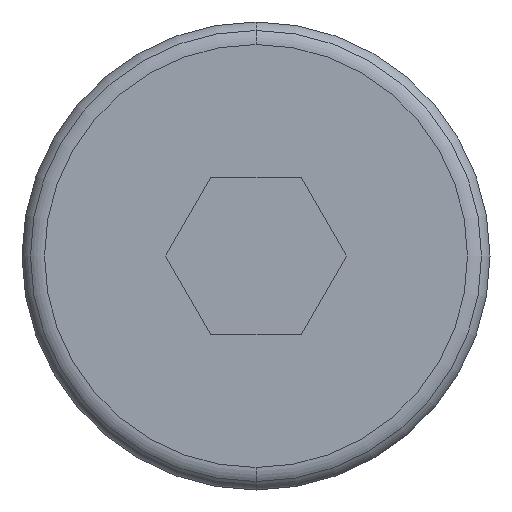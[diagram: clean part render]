
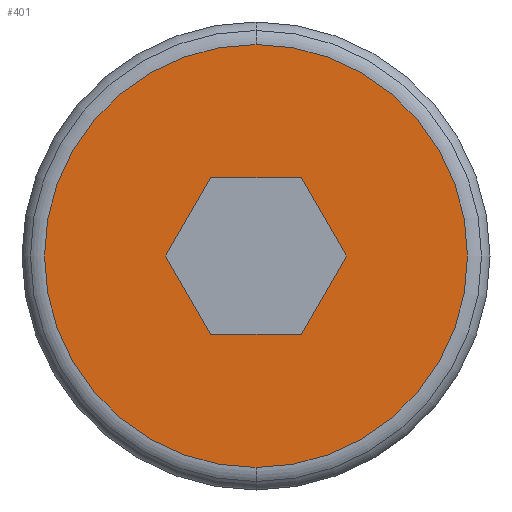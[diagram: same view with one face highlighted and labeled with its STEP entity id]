
A CAD part, left-side view. The second image highlights one B-rep face of the part: STEP entity #401.
In plain terms, the highlighted planar face has unit normal (-1, 0, 0).
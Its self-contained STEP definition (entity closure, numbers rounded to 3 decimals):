
#16=DIRECTION('',(0.,0.5,-0.866));
#17=VECTOR('',#16,1.155);
#18=CARTESIAN_POINT('',(-1.7,-1.155,0.));
#19=LINE('',#18,#17);
#24=DIRECTION('',(0.,-0.5,-0.866));
#25=VECTOR('',#24,1.155);
#26=CARTESIAN_POINT('',(-1.7,-0.577,1.));
#27=LINE('',#26,#25);
#31=DIRECTION('',(0.,-1.,0.));
#32=VECTOR('',#31,1.155);
#33=CARTESIAN_POINT('',(-1.7,0.577,1.));
#34=LINE('',#33,#32);
#38=DIRECTION('',(0.,-0.5,0.866));
#39=VECTOR('',#38,1.155);
#40=CARTESIAN_POINT('',(-1.7,1.155,0.));
#41=LINE('',#40,#39);
#45=DIRECTION('',(0.,0.5,0.866));
#46=VECTOR('',#45,1.155);
#47=CARTESIAN_POINT('',(-1.7,0.577,-1.));
#48=LINE('',#47,#46);
#52=DIRECTION('',(0.,1.,0.));
#53=VECTOR('',#52,1.155);
#54=CARTESIAN_POINT('',(-1.7,-0.577,-1.));
#55=LINE('',#54,#53);
#59=CARTESIAN_POINT('',(-1.7,0.,0.));
#60=DIRECTION('',(-1.,0.,0.));
#61=DIRECTION('',(0.,0.,-1.));
#62=AXIS2_PLACEMENT_3D('',#59,#60,#61);
#67=CARTESIAN_POINT('',(-1.7,0.,0.));
#68=DIRECTION('',(-1.,0.,0.));
#69=DIRECTION('',(0.,0.,1.));
#70=AXIS2_PLACEMENT_3D('',#67,#68,#69);
#313=CARTESIAN_POINT('',(-1.7,-1.155,0.));
#314=CARTESIAN_POINT('',(-1.7,-0.577,-1.));
#315=VERTEX_POINT('',#313);
#316=VERTEX_POINT('',#314);
#317=CARTESIAN_POINT('',(-1.7,0.577,-1.));
#318=VERTEX_POINT('',#317);
#319=CARTESIAN_POINT('',(-1.7,1.155,0.));
#320=VERTEX_POINT('',#319);
#321=CARTESIAN_POINT('',(-1.7,0.577,1.));
#322=VERTEX_POINT('',#321);
#323=CARTESIAN_POINT('',(-1.7,-0.577,1.));
#324=VERTEX_POINT('',#323);
#337=CARTESIAN_POINT('',(-1.7,0.,-2.7));
#339=VERTEX_POINT('',#337);
#343=CARTESIAN_POINT('',(-1.7,0.,2.7));
#344=VERTEX_POINT('',#343);
#377=CARTESIAN_POINT('',(-1.7,2.7,0.));
#378=DIRECTION('',(-1.,0.,0.));
#379=DIRECTION('',(0.,0.,1.));
#380=AXIS2_PLACEMENT_3D('',#377,#378,#379);
#381=PLANE('',#380);
#383=ORIENTED_EDGE('',*,*,#382,.F.);
#384=ORIENTED_EDGE('',*,*,#366,.F.);
#385=EDGE_LOOP('',(#383,#384));
#386=FACE_OUTER_BOUND('',#385,.F.);
#388=ORIENTED_EDGE('',*,*,#387,.F.);
#390=ORIENTED_EDGE('',*,*,#389,.F.);
#392=ORIENTED_EDGE('',*,*,#391,.F.);
#394=ORIENTED_EDGE('',*,*,#393,.F.);
#396=ORIENTED_EDGE('',*,*,#395,.F.);
#398=ORIENTED_EDGE('',*,*,#397,.F.);
#399=EDGE_LOOP('',(#388,#390,#392,#394,#396,#398));
#400=FACE_BOUND('',#399,.F.);
#63=CIRCLE('',#62,2.7);
#71=CIRCLE('',#70,2.7);
#366=EDGE_CURVE('',#344,#339,#71,.T.);
#382=EDGE_CURVE('',#339,#344,#63,.T.);
#387=EDGE_CURVE('',#315,#316,#19,.T.);
#389=EDGE_CURVE('',#324,#315,#27,.T.);
#391=EDGE_CURVE('',#322,#324,#34,.T.);
#393=EDGE_CURVE('',#320,#322,#41,.T.);
#395=EDGE_CURVE('',#318,#320,#48,.T.);
#397=EDGE_CURVE('',#316,#318,#55,.T.);
#401=ADVANCED_FACE('',(#386,#400),#381,.T.);
